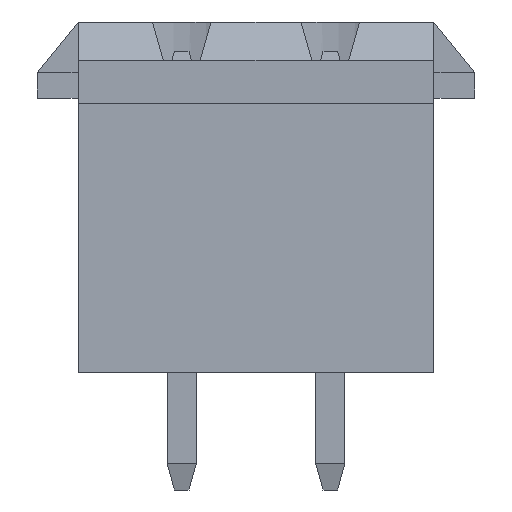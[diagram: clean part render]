
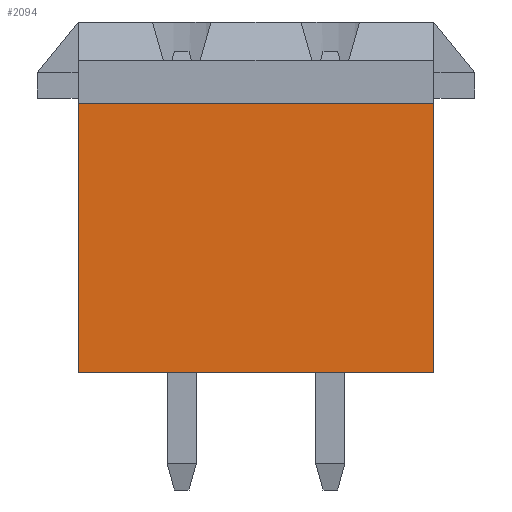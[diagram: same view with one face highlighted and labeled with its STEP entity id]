
A CAD part, front view. The second image highlights one B-rep face of the part: STEP entity #2094.
In plain terms, the highlighted planar face has unit normal (0, -1, 0).
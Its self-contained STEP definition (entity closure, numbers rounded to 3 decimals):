
#215=ORIENTED_EDGE('',*,*,#667,.F.);
#216=ORIENTED_EDGE('',*,*,#787,.F.);
#217=ORIENTED_EDGE('',*,*,#790,.T.);
#218=ORIENTED_EDGE('',*,*,#791,.T.);
#667=EDGE_CURVE('',#968,#969,#1164,.T.);
#787=EDGE_CURVE('',#1065,#968,#1276,.T.);
#790=EDGE_CURVE('',#1065,#1067,#1279,.T.);
#791=EDGE_CURVE('',#1067,#969,#1280,.T.);
#968=VERTEX_POINT('',#2919);
#969=VERTEX_POINT('',#2921);
#1065=VERTEX_POINT('',#3153);
#1067=VERTEX_POINT('',#3160);
#1164=LINE('',#2920,#1451);
#1276=LINE('',#3154,#1563);
#1279=LINE('',#3159,#1566);
#1280=LINE('',#3161,#1567);
#1451=VECTOR('',#2361,1000.);
#1563=VECTOR('',#2523,1000.);
#1566=VECTOR('',#2528,1000.);
#1567=VECTOR('',#2529,1000.);
#1745=EDGE_LOOP('',(#215,#216,#217,#218));
#1866=FACE_BOUND('',#1745,.T.);
#1985=PLANE('',#2242);
#2094=ADVANCED_FACE('',(#1866),#1985,.T.);
#2242=AXIS2_PLACEMENT_3D('',#3158,#2526,#2527);
#2361=DIRECTION('',(0.,0.,1.));
#2523=DIRECTION('',(-1.,0.,0.));
#2526=DIRECTION('',(0.,-1.,0.));
#2527=DIRECTION('',(0.,0.,-1.));
#2528=DIRECTION('',(0.,0.,1.));
#2529=DIRECTION('',(-1.,0.,0.));
#2919=CARTESIAN_POINT('',(-6.08,-3.9,-6.));
#2920=CARTESIAN_POINT('',(-6.08,-3.9,-6.));
#2921=CARTESIAN_POINT('',(-6.08,-3.9,3.2));
#3153=CARTESIAN_POINT('',(6.08,-3.9,-6.));
#3154=CARTESIAN_POINT('',(6.08,-3.9,-6.));
#3158=CARTESIAN_POINT('',(6.08,-3.9,-6.));
#3159=CARTESIAN_POINT('',(6.08,-3.9,-6.));
#3160=CARTESIAN_POINT('',(6.08,-3.9,3.2));
#3161=CARTESIAN_POINT('',(6.08,-3.9,3.2));
